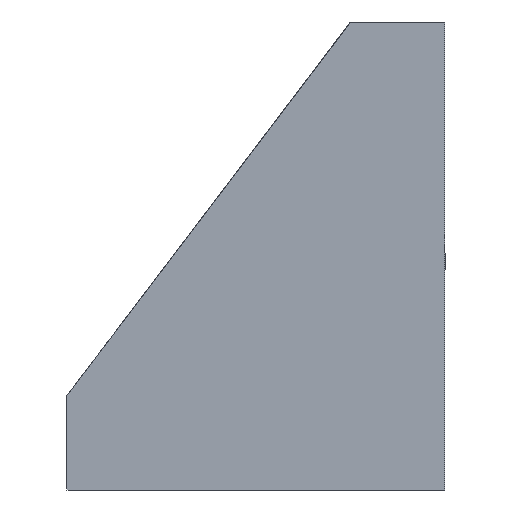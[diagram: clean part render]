
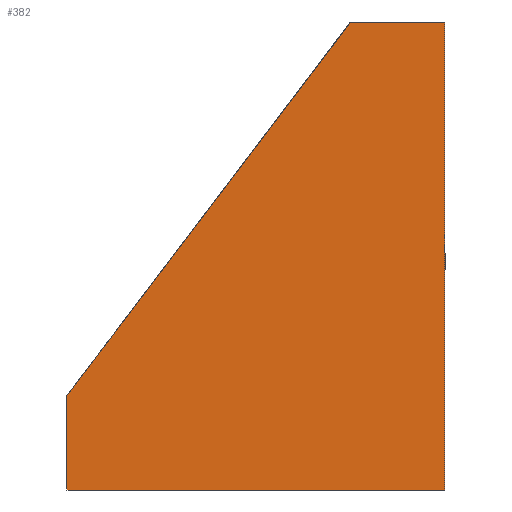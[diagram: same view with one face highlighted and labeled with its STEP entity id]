
A CAD part, front view. The second image highlights one B-rep face of the part: STEP entity #382.
In plain terms, the highlighted planar face has unit normal (0, -1, 0).
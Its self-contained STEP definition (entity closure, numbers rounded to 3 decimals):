
#206=VERTEX_POINT('',#558);
#214=EDGE_CURVE('',#430,#260,#568,.T.);
#248=EDGE_CURVE('',#514,#456,#607,.T.);
#260=VERTEX_POINT('',#620);
#328=EDGE_CURVE('',#206,#514,#696,.T.);
#336=EDGE_CURVE('',#430,#206,#707,.T.);
#382=ADVANCED_FACE('',(#757),#758,.T.);
#410=EDGE_CURVE('',#456,#260,#790,.T.);
#430=VERTEX_POINT('',#814);
#456=VERTEX_POINT('',#841);
#514=VERTEX_POINT('',#902);
#558=CARTESIAN_POINT('',(0.0,-12.25,0.0));
#568=LINE('',#954,#955);
#607=LINE('',#1017,#1018);
#620=CARTESIAN_POINT('',(-42.0,-12.25,10.5));
#696=LINE('',#1153,#1154);
#707=LINE('',#1167,#1168);
#757=FACE_OUTER_BOUND('',#1280,.T.);
#758=PLANE('',#1281);
#790=LINE('',#1322,#1323);
#814=CARTESIAN_POINT('',(-42.0,-12.25,0.0));
#841=CARTESIAN_POINT('',(-10.5,-12.25,52.0));
#902=CARTESIAN_POINT('',(0.0,-12.25,52.0));
#954=CARTESIAN_POINT('',(-42.0,-12.25,0.0));
#955=VECTOR('',#1601,1.0);
#1017=CARTESIAN_POINT('',(-42.0,-12.25,52.0));
#1018=VECTOR('',#1657,1.0);
#1153=CARTESIAN_POINT('',(0.0,-12.25,0.0));
#1154=VECTOR('',#1761,1.0);
#1167=CARTESIAN_POINT('',(-42.0,-12.25,0.0));
#1168=VECTOR('',#1777,1.0);
#1280=EDGE_LOOP('',(#1836,#1837,#1838,#1839,#1840));
#1281=AXIS2_PLACEMENT_3D('',#1841,#1842,#1843);
#1322=CARTESIAN_POINT('',(-36.852,-12.25,17.282));
#1323=VECTOR('',#1884,1.0);
#1601=DIRECTION('',(0.0,0.0,1.0));
#1657=DIRECTION('',(-1.0,0.0,0.0));
#1761=DIRECTION('',(0.0,0.0,1.0));
#1777=DIRECTION('',(1.0,0.0,0.0));
#1836=ORIENTED_EDGE('',*,*,#410,.T.);
#1837=ORIENTED_EDGE('',*,*,#214,.F.);
#1838=ORIENTED_EDGE('',*,*,#336,.T.);
#1839=ORIENTED_EDGE('',*,*,#328,.T.);
#1840=ORIENTED_EDGE('',*,*,#248,.T.);
#1841=CARTESIAN_POINT('',(0.0,-12.25,0.0));
#1842=DIRECTION('',(0.0,-1.0,0.0));
#1843=DIRECTION('',(0.0,0.0,-1.0));
#1884=DIRECTION('',(-0.605,0.0,-0.797));
